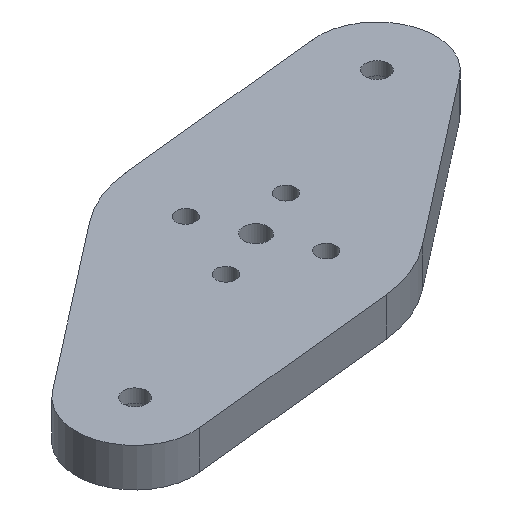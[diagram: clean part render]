
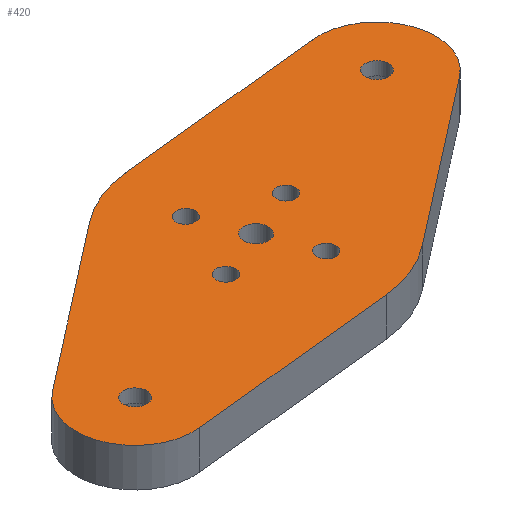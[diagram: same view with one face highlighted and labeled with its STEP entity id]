
A CAD part, isometric view. The second image highlights one B-rep face of the part: STEP entity #420.
In plain terms, the highlighted planar face has unit normal (0, 0, 1).
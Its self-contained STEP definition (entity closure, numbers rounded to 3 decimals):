
#29=FACE_BOUND('',#99,.T.);
#30=FACE_BOUND('',#100,.T.);
#31=FACE_BOUND('',#101,.T.);
#32=FACE_BOUND('',#102,.T.);
#33=FACE_BOUND('',#103,.T.);
#34=FACE_BOUND('',#104,.T.);
#35=FACE_BOUND('',#105,.T.);
#44=PLANE('',#484);
#65=FACE_OUTER_BOUND('',#98,.T.);
#98=EDGE_LOOP('',(#363,#364,#365,#366,#367,#368,#369,#370));
#99=EDGE_LOOP('',(#371));
#100=EDGE_LOOP('',(#372));
#101=EDGE_LOOP('',(#373));
#102=EDGE_LOOP('',(#374));
#103=EDGE_LOOP('',(#375));
#104=EDGE_LOOP('',(#376));
#105=EDGE_LOOP('',(#377));
#120=LINE('',#701,#146);
#124=LINE('',#710,#150);
#127=LINE('',#718,#153);
#130=LINE('',#726,#156);
#146=VECTOR('',#576,10.);
#150=VECTOR('',#586,10.);
#153=VECTOR('',#595,10.);
#156=VECTOR('',#604,10.);
#177=CIRCLE('',#463,1.6);
#178=CIRCLE('',#465,1.25);
#179=CIRCLE('',#467,1.25);
#180=CIRCLE('',#469,1.25);
#181=CIRCLE('',#471,1.25);
#182=CIRCLE('',#474,7.631);
#183=CIRCLE('',#477,15.356);
#184=CIRCLE('',#480,7.631);
#185=CIRCLE('',#483,15.356);
#186=CIRCLE('',#485,1.5);
#187=CIRCLE('',#486,1.5);
#209=VERTEX_POINT('',#679);
#210=VERTEX_POINT('',#683);
#211=VERTEX_POINT('',#687);
#212=VERTEX_POINT('',#691);
#213=VERTEX_POINT('',#695);
#214=VERTEX_POINT('',#699);
#215=VERTEX_POINT('',#700);
#216=VERTEX_POINT('',#705);
#217=VERTEX_POINT('',#709);
#218=VERTEX_POINT('',#713);
#219=VERTEX_POINT('',#717);
#220=VERTEX_POINT('',#721);
#221=VERTEX_POINT('',#725);
#222=VERTEX_POINT('',#731);
#223=VERTEX_POINT('',#733);
#249=EDGE_CURVE('',#209,#209,#177,.T.);
#251=EDGE_CURVE('',#210,#210,#178,.T.);
#253=EDGE_CURVE('',#211,#211,#179,.T.);
#255=EDGE_CURVE('',#212,#212,#180,.T.);
#257=EDGE_CURVE('',#213,#213,#181,.T.);
#258=EDGE_CURVE('',#214,#215,#120,.T.);
#261=EDGE_CURVE('',#215,#216,#182,.T.);
#263=EDGE_CURVE('',#217,#216,#124,.T.);
#265=EDGE_CURVE('',#217,#218,#183,.T.);
#267=EDGE_CURVE('',#218,#219,#127,.T.);
#269=EDGE_CURVE('',#219,#220,#184,.T.);
#271=EDGE_CURVE('',#221,#220,#130,.T.);
#273=EDGE_CURVE('',#221,#214,#185,.T.);
#274=EDGE_CURVE('',#222,#222,#186,.T.);
#275=EDGE_CURVE('',#223,#223,#187,.T.);
#363=ORIENTED_EDGE('',*,*,#273,.T.);
#364=ORIENTED_EDGE('',*,*,#258,.T.);
#365=ORIENTED_EDGE('',*,*,#261,.T.);
#366=ORIENTED_EDGE('',*,*,#263,.F.);
#367=ORIENTED_EDGE('',*,*,#265,.T.);
#368=ORIENTED_EDGE('',*,*,#267,.T.);
#369=ORIENTED_EDGE('',*,*,#269,.T.);
#370=ORIENTED_EDGE('',*,*,#271,.F.);
#371=ORIENTED_EDGE('',*,*,#274,.T.);
#372=ORIENTED_EDGE('',*,*,#275,.T.);
#373=ORIENTED_EDGE('',*,*,#257,.T.);
#374=ORIENTED_EDGE('',*,*,#255,.T.);
#375=ORIENTED_EDGE('',*,*,#253,.T.);
#376=ORIENTED_EDGE('',*,*,#251,.T.);
#377=ORIENTED_EDGE('',*,*,#249,.T.);
#420=ADVANCED_FACE('',(#65,#29,#30,#31,#32,#33,#34,#35),#44,.T.);
#463=AXIS2_PLACEMENT_3D('',#681,#552,#553);
#465=AXIS2_PLACEMENT_3D('',#685,#557,#558);
#467=AXIS2_PLACEMENT_3D('',#689,#562,#563);
#469=AXIS2_PLACEMENT_3D('',#693,#567,#568);
#471=AXIS2_PLACEMENT_3D('',#697,#572,#573);
#474=AXIS2_PLACEMENT_3D('',#706,#581,#582);
#477=AXIS2_PLACEMENT_3D('',#714,#590,#591);
#480=AXIS2_PLACEMENT_3D('',#722,#599,#600);
#483=AXIS2_PLACEMENT_3D('',#729,#608,#609);
#484=AXIS2_PLACEMENT_3D('',#730,#610,#611);
#485=AXIS2_PLACEMENT_3D('',#732,#612,#613);
#486=AXIS2_PLACEMENT_3D('',#734,#614,#615);
#552=DIRECTION('center_axis',(0.,0.,-1.));
#553=DIRECTION('ref_axis',(1.,0.,0.));
#557=DIRECTION('center_axis',(0.,0.,-1.));
#558=DIRECTION('ref_axis',(1.,0.,0.));
#562=DIRECTION('center_axis',(0.,0.,-1.));
#563=DIRECTION('ref_axis',(1.,0.,0.));
#567=DIRECTION('center_axis',(0.,0.,-1.));
#568=DIRECTION('ref_axis',(1.,0.,0.));
#572=DIRECTION('center_axis',(0.,0.,-1.));
#573=DIRECTION('ref_axis',(1.,0.,0.));
#576=DIRECTION('',(-0.962,-0.274,0.));
#581=DIRECTION('center_axis',(0.,0.,1.));
#582=DIRECTION('ref_axis',(1.,0.,0.));
#586=DIRECTION('',(-0.962,0.274,0.));
#590=DIRECTION('center_axis',(0.,0.,1.));
#591=DIRECTION('ref_axis',(1.,0.,0.));
#595=DIRECTION('',(0.962,0.274,0.));
#599=DIRECTION('center_axis',(0.,0.,1.));
#600=DIRECTION('ref_axis',(1.,0.,0.));
#604=DIRECTION('',(0.962,-0.274,0.));
#608=DIRECTION('center_axis',(0.,0.,1.));
#609=DIRECTION('ref_axis',(1.,0.,0.));
#610=DIRECTION('center_axis',(0.,0.,1.));
#611=DIRECTION('ref_axis',(1.,0.,0.));
#612=DIRECTION('center_axis',(0.,0.,-1.));
#613=DIRECTION('ref_axis',(-1.,0.,0.));
#614=DIRECTION('center_axis',(0.,0.,-1.));
#615=DIRECTION('ref_axis',(-1.,0.,0.));
#679=CARTESIAN_POINT('',(-1.6,0.,0.));
#681=CARTESIAN_POINT('Origin',(0.,0.,
0.));
#683=CARTESIAN_POINT('',(-1.25,7.,0.));
#685=CARTESIAN_POINT('Origin',(0.,7.,0.));
#687=CARTESIAN_POINT('',(-8.25,0.,0.));
#689=CARTESIAN_POINT('Origin',(-7.,0.,0.));
#691=CARTESIAN_POINT('',(5.75,0.,0.));
#693=CARTESIAN_POINT('Origin',(7.,0.,0.));
#695=CARTESIAN_POINT('',(-1.25,-7.,0.));
#697=CARTESIAN_POINT('Origin',(0.,-7.,0.));
#699=CARTESIAN_POINT('',(-4.202,14.77,0.));
#700=CARTESIAN_POINT('',(-30.317,7.34,0.));
#701=CARTESIAN_POINT('',(-4.202,14.77,0.));
#705=CARTESIAN_POINT('',(-30.317,-7.34,0.));
#706=CARTESIAN_POINT('Origin',(-28.229,0.,0.));
#709=CARTESIAN_POINT('',(-4.202,-14.77,0.));
#710=CARTESIAN_POINT('',(-4.202,-14.77,0.));
#713=CARTESIAN_POINT('',(4.202,-14.77,0.));
#714=CARTESIAN_POINT('Origin',(0.,0.,
0.));
#717=CARTESIAN_POINT('',(30.317,-7.34,0.));
#718=CARTESIAN_POINT('',(4.202,-14.77,0.));
#721=CARTESIAN_POINT('',(30.317,7.34,0.));
#722=CARTESIAN_POINT('Origin',(28.229,0.,0.));
#725=CARTESIAN_POINT('',(4.202,14.77,0.));
#726=CARTESIAN_POINT('',(4.202,14.77,0.));
#729=CARTESIAN_POINT('Origin',(0.,0.,
0.));
#730=CARTESIAN_POINT('Origin',(0.,0.,0.));
#731=CARTESIAN_POINT('',(-26.729,0.,0.));
#732=CARTESIAN_POINT('Origin',(-28.229,0.,0.));
#733=CARTESIAN_POINT('',(29.729,0.,0.));
#734=CARTESIAN_POINT('Origin',(28.229,0.,0.));
